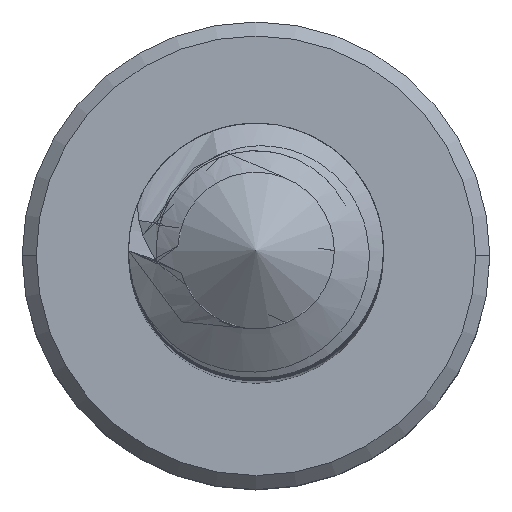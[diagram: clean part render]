
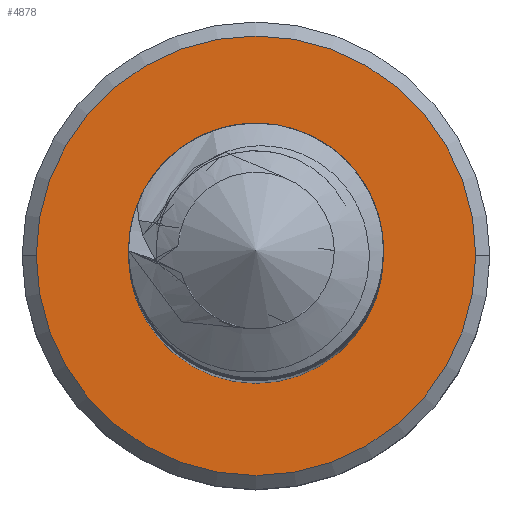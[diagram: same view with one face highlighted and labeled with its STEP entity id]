
A CAD part, top view. The second image highlights one B-rep face of the part: STEP entity #4878.
In plain terms, the highlighted planar face has unit normal (0, 0, 1).
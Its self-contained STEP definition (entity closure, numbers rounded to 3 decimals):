
#323 = VERTEX_POINT ( 'NONE', #5493 ) ;
#511 = EDGE_CURVE ( 'NONE', #10107, #323, #5892, .T. ) ;
#1043 = CARTESIAN_POINT ( 'NONE',  ( 0., 0., -35. ) ) ;
#1167 = PLANE ( 'NONE',  #8577 ) ;
#1482 = VERTEX_POINT ( 'NONE', #5434 ) ;
#2120 = DIRECTION ( 'NONE',  ( 0., 0., 1. ) ) ;
#2395 = CARTESIAN_POINT ( 'NONE',  ( -2.585, 0., -35. ) ) ;
#2649 = AXIS2_PLACEMENT_3D ( 'NONE', #13634, #6759, #3194 ) ;
#3114 = CARTESIAN_POINT ( 'NONE',  ( 0., 0., -35. ) ) ;
#3194 = DIRECTION ( 'NONE',  ( -1., 0., 0. ) ) ;
#3291 = FACE_OUTER_BOUND ( 'NONE', #12483, .T. ) ;
#4878 = ADVANCED_FACE ( 'NONE', ( #8068, #3291 ), #1167, .F. ) ;
#5050 = DIRECTION ( 'NONE',  ( -1., 0., 0. ) ) ;
#5434 = CARTESIAN_POINT ( 'NONE',  ( 2.585, 0., -35. ) ) ;
#5459 = DIRECTION ( 'NONE',  ( -1., 0., 0. ) ) ;
#5493 = CARTESIAN_POINT ( 'NONE',  ( 1.5, 0., -35. ) ) ;
#5665 = CARTESIAN_POINT ( 'NONE',  ( 0., 0., -35. ) ) ;
#5789 = DIRECTION ( 'NONE',  ( 0., 0., -1. ) ) ;
#5892 = CIRCLE ( 'NONE', #6618, 1.5 ) ;
#6618 = AXIS2_PLACEMENT_3D ( 'NONE', #3114, #2120, #5459 ) ;
#6759 = DIRECTION ( 'NONE',  ( 0., 0., 1. ) ) ;
#7071 = ORIENTED_EDGE ( 'NONE', *, *, #511, .F. ) ;
#7084 = CARTESIAN_POINT ( 'NONE',  ( -1.5, 0., -35. ) ) ;
#7513 = AXIS2_PLACEMENT_3D ( 'NONE', #1043, #14967, #11150 ) ;
#7759 = EDGE_LOOP ( 'NONE', ( #14191, #7071 ) ) ;
#8068 = FACE_BOUND ( 'NONE', #7759, .T. ) ;
#8220 = CARTESIAN_POINT ( 'NONE',  ( 0., 0., -35. ) ) ;
#8577 = AXIS2_PLACEMENT_3D ( 'NONE', #8220, #5789, #9204 ) ;
#9204 = DIRECTION ( 'NONE',  ( 0., -1., 0. ) ) ;
#10107 = VERTEX_POINT ( 'NONE', #7084 ) ;
#10240 = EDGE_CURVE ( 'NONE', #13321, #1482, #14310, .T. ) ;
#11150 = DIRECTION ( 'NONE',  ( -1., 0., 0. ) ) ;
#11172 = AXIS2_PLACEMENT_3D ( 'NONE', #5665, #11530, #5050 ) ;
#11530 = DIRECTION ( 'NONE',  ( 0., 0., 1. ) ) ;
#11900 = CIRCLE ( 'NONE', #11172, 2.585 ) ;
#11951 = ORIENTED_EDGE ( 'NONE', *, *, #14714, .T. ) ;
#12483 = EDGE_LOOP ( 'NONE', ( #14754, #11951 ) ) ;
#13321 = VERTEX_POINT ( 'NONE', #2395 ) ;
#13605 = EDGE_CURVE ( 'NONE', #323, #10107, #14824, .T. ) ;
#13634 = CARTESIAN_POINT ( 'NONE',  ( 0., 0., -35. ) ) ;
#14191 = ORIENTED_EDGE ( 'NONE', *, *, #13605, .F. ) ;
#14310 = CIRCLE ( 'NONE', #2649, 2.585 ) ;
#14714 = EDGE_CURVE ( 'NONE', #1482, #13321, #11900, .T. ) ;
#14754 = ORIENTED_EDGE ( 'NONE', *, *, #10240, .T. ) ;
#14824 = CIRCLE ( 'NONE', #7513, 1.5 ) ;
#14967 = DIRECTION ( 'NONE',  ( 0., 0., 1. ) ) ;
